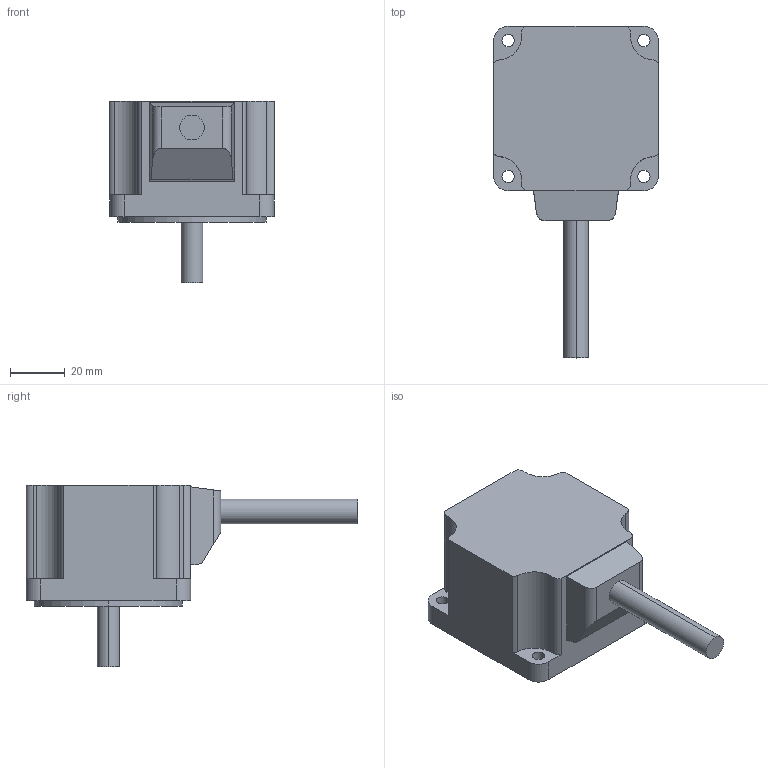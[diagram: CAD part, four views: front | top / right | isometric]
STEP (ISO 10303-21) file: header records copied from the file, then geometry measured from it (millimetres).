
FILE_DESCRIPTION (( 'STEP AP203' ), '1' );
FILE_NAME ('A1886-A.step', '2024-04-24T07:14:48', ( '' ), ( '' ), 'SwSTEP 2.0', 'SolidWorks 2023', '' );
FILE_SCHEMA (( 'CONFIG_CONTROL_DESIGN' ));
Length unit declared in the file: millimetre
Products named in the file (1): A1886-A
Bounding box: 60 x 121 x 66 mm (x, y, z)
Volume: 151855.4 mm3; surface area: 19921.6 mm2
Topology: 1 solids, 1 shells, 55 faces, 147 edges, 98 vertices
Faces by surface type: cylinder 32, plane 23
Entity records: 1834 total; most frequent: DIRECTION 315, CARTESIAN_POINT 313, ORIENTED_EDGE 294, EDGE_CURVE 147, AXIS2_PLACEMENT_3D 116, VERTEX_POINT 98, VECTOR 83, LINE 83
